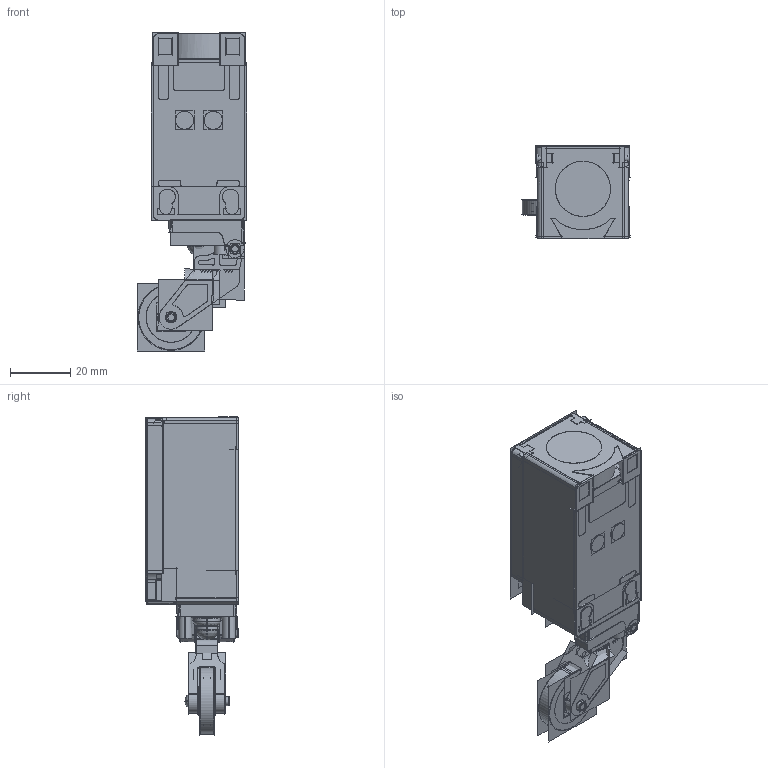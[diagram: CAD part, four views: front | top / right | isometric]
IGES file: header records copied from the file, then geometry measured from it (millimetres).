
Start section:  PTC IGES file: 212891.igs
Global section: file name: 212891.igs; native system: Creo Parametric by PTC Inc.; preprocessor: 2019292; author: PDMAdmin; organization: Unknown; date: 20191223.100129; units: millimetre
Bounding box: 36.33 x 31.1 x 105.73 mm (x, y, z)
Volume: 55098.2 mm3; surface area: 85898.6 mm2
Topology: 3 solids, 3 shells, 1792 faces, 9311 edges, 11601 vertices
Faces by surface type: bspline 990, revolution 788, extrusion 14
